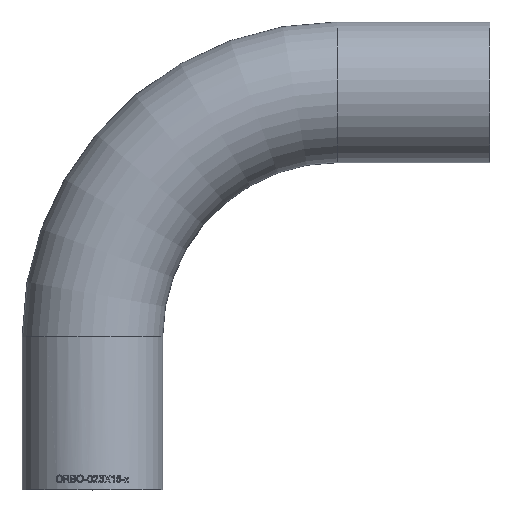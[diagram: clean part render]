
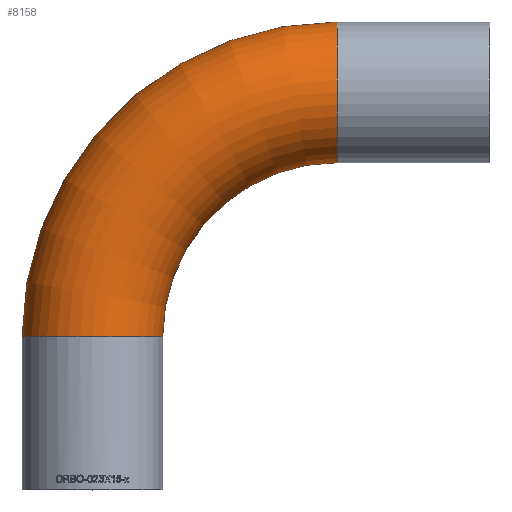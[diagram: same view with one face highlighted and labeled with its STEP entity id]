
A CAD part, top view. The second image highlights one B-rep face of the part: STEP entity #8158.
In plain terms, the highlighted toroidal (fillet/blend) face has major radius 40 mm and minor radius 11.5 mm.
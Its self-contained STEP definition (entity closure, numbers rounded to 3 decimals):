
#194 = VERTEX_POINT ( 'NONE', #6189 ) ;
#2118 = CARTESIAN_POINT ( 'NONE',  ( -40., 25., 0. ) ) ;
#2132 = FACE_OUTER_BOUND ( 'NONE', #15356, .T. ) ;
#2273 = EDGE_CURVE ( 'NONE', #194, #194, #7309, .T. ) ;
#3150 = EDGE_LOOP ( 'NONE', ( #4223 ) ) ;
#4223 = ORIENTED_EDGE ( 'NONE', *, *, #2273, .T. ) ;
#5619 = CIRCLE ( 'NONE', #9902, 11.5 ) ;
#6189 = CARTESIAN_POINT ( 'NONE',  ( -40., 25., 11.5 ) ) ;
#6574 = AXIS2_PLACEMENT_3D ( 'NONE', #6933, #15348, #13032 ) ;
#6829 = AXIS2_PLACEMENT_3D ( 'NONE', #2118, #10548, #9214 ) ;
#6933 = CARTESIAN_POINT ( 'NONE',  ( 0., 25., 0. ) ) ;
#7309 = CIRCLE ( 'NONE', #6829, 11.5 ) ;
#7366 = DIRECTION ( 'NONE',  ( 0., 0., 1. ) ) ;
#8158 = ADVANCED_FACE ( 'NONE', ( #2132, #13265 ), #13410, .T. ) ;
#8712 = VERTEX_POINT ( 'NONE', #15227 ) ;
#9214 = DIRECTION ( 'NONE',  ( 0., 0., 1. ) ) ;
#9902 = AXIS2_PLACEMENT_3D ( 'NONE', #12192, #12345, #7366 ) ;
#10548 = DIRECTION ( 'NONE',  ( 0., 1., 0. ) ) ;
#12192 = CARTESIAN_POINT ( 'NONE',  ( 0., 65., 0. ) ) ;
#12226 = ORIENTED_EDGE ( 'NONE', *, *, #15621, .F. ) ;
#12345 = DIRECTION ( 'NONE',  ( 1., 0., 0. ) ) ;
#13032 = DIRECTION ( 'NONE',  ( -1., 0., 0. ) ) ;
#13265 = FACE_OUTER_BOUND ( 'NONE', #3150, .T. ) ;
#13410 = TOROIDAL_SURFACE ( 'NONE', #6574, 40., 11.5 ) ;
#15227 = CARTESIAN_POINT ( 'NONE',  ( 0., 65., 11.5 ) ) ;
#15348 = DIRECTION ( 'NONE',  ( 0., 0., -1. ) ) ;
#15356 = EDGE_LOOP ( 'NONE', ( #12226 ) ) ;
#15621 = EDGE_CURVE ( 'NONE', #8712, #8712, #5619, .T. ) ;
